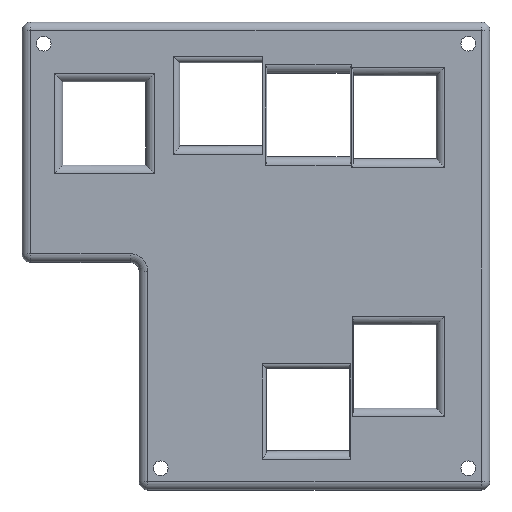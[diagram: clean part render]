
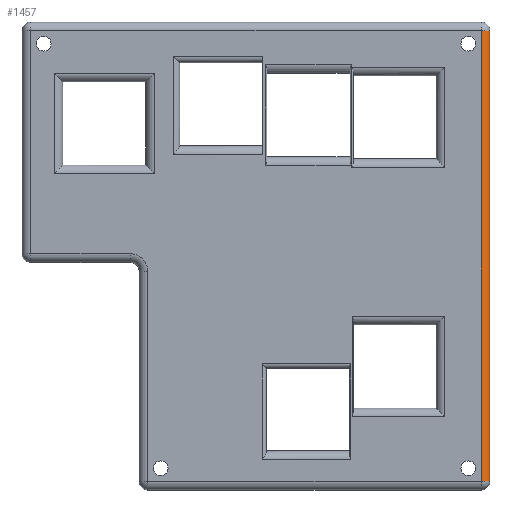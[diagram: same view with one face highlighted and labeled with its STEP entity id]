
A CAD part, top view. The second image highlights one B-rep face of the part: STEP entity #1457.
In plain terms, the highlighted cylindrical face has radius 2 mm (diameter 4 mm), a partial arc.
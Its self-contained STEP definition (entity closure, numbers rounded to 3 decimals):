
#104=FACE_OUTER_BOUND('',#190,.T.);
#190=EDGE_LOOP('',(#951,#952,#953,#954));
#296=LINE('',#2166,#414);
#297=LINE('',#2169,#415);
#414=VECTOR('',#1716,10.);
#415=VECTOR('',#1719,10.);
#532=CIRCLE('',#1546,2.);
#533=CIRCLE('',#1547,2.);
#591=VERTEX_POINT('',#2162);
#592=VERTEX_POINT('',#2163);
#593=VERTEX_POINT('',#2165);
#594=VERTEX_POINT('',#2167);
#729=EDGE_CURVE('',#591,#592,#532,.T.);
#730=EDGE_CURVE('',#592,#593,#296,.T.);
#731=EDGE_CURVE('',#593,#594,#533,.T.);
#732=EDGE_CURVE('',#594,#591,#297,.T.);
#951=ORIENTED_EDGE('',*,*,#729,.T.);
#952=ORIENTED_EDGE('',*,*,#730,.T.);
#953=ORIENTED_EDGE('',*,*,#731,.T.);
#954=ORIENTED_EDGE('',*,*,#732,.T.);
#1395=CYLINDRICAL_SURFACE('',#1545,2.);
#1457=ADVANCED_FACE('',(#104),#1395,.T.);
#1545=AXIS2_PLACEMENT_3D('',#2161,#1712,#1713);
#1546=AXIS2_PLACEMENT_3D('',#2164,#1714,#1715);
#1547=AXIS2_PLACEMENT_3D('',#2168,#1717,#1718);
#1712=DIRECTION('center_axis',(0.,1.,0.));
#1713=DIRECTION('ref_axis',(0.707,0.,0.707));
#1714=DIRECTION('center_axis',(0.,1.,0.));
#1715=DIRECTION('ref_axis',(0.,0.,1.));
#1716=DIRECTION('',(0.,1.,0.));
#1717=DIRECTION('center_axis',(0.,-1.,0.));
#1718=DIRECTION('ref_axis',(1.,0.,0.));
#1719=DIRECTION('',(0.,-1.,0.));
#2161=CARTESIAN_POINT('Origin',(37.,-21.5,15.01));
#2162=CARTESIAN_POINT('',(37.,-22.,17.01));
#2163=CARTESIAN_POINT('',(39.,-22.,15.01));
#2164=CARTESIAN_POINT('Origin',(37.,-22.,15.01));
#2165=CARTESIAN_POINT('',(39.,82.,15.01));
#2166=CARTESIAN_POINT('',(39.,-21.5,15.01));
#2167=CARTESIAN_POINT('',(37.,82.,17.01));
#2168=CARTESIAN_POINT('Origin',(37.,82.,15.01));
#2169=CARTESIAN_POINT('',(37.,-21.5,17.01));
